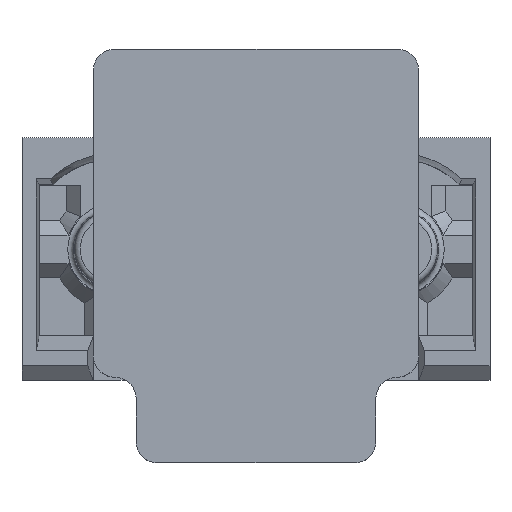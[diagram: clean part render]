
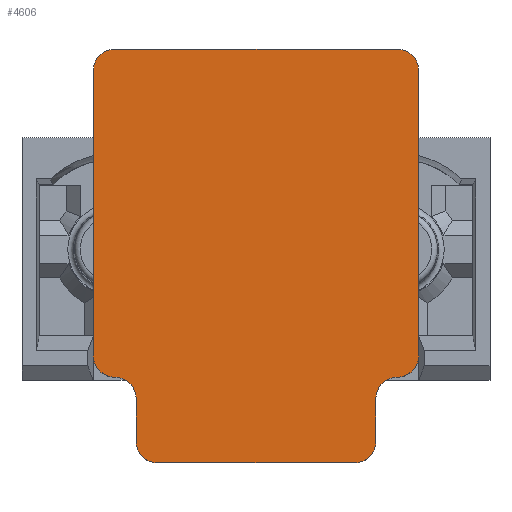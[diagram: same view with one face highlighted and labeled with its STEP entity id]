
A CAD part, top view. The second image highlights one B-rep face of the part: STEP entity #4606.
In plain terms, the highlighted planar face has unit normal (0, 0, 1).
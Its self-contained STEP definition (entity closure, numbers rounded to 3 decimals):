
#212=CIRCLE('',#4983,0.75);
#213=CIRCLE('',#4984,0.75);
#214=CIRCLE('',#4985,0.75);
#215=CIRCLE('',#4986,0.75);
#216=CIRCLE('',#4987,0.75);
#217=CIRCLE('',#4988,0.75);
#218=CIRCLE('',#4989,0.75);
#219=CIRCLE('',#4990,0.75);
#1394=ORIENTED_EDGE('',*,*,#2105,.F.);
#1395=ORIENTED_EDGE('',*,*,#2122,.T.);
#1396=ORIENTED_EDGE('',*,*,#2123,.T.);
#1397=ORIENTED_EDGE('',*,*,#2119,.F.);
#1398=ORIENTED_EDGE('',*,*,#2124,.T.);
#1399=ORIENTED_EDGE('',*,*,#2116,.F.);
#1400=ORIENTED_EDGE('',*,*,#2125,.T.);
#1401=ORIENTED_EDGE('',*,*,#2113,.F.);
#1402=ORIENTED_EDGE('',*,*,#2126,.T.);
#1403=ORIENTED_EDGE('',*,*,#2127,.T.);
#1404=ORIENTED_EDGE('',*,*,#2110,.F.);
#1405=ORIENTED_EDGE('',*,*,#2128,.T.);
#1406=ORIENTED_EDGE('',*,*,#2107,.F.);
#1407=ORIENTED_EDGE('',*,*,#2129,.T.);
#2105=EDGE_CURVE('',#2552,#2553,#3057,.T.);
#2107=EDGE_CURVE('',#2554,#2555,#3059,.T.);
#2110=EDGE_CURVE('',#2556,#2557,#3062,.T.);
#2113=EDGE_CURVE('',#2558,#2559,#3065,.T.);
#2116=EDGE_CURVE('',#2560,#2561,#3068,.T.);
#2119=EDGE_CURVE('',#2562,#2563,#3071,.T.);
#2122=EDGE_CURVE('',#2552,#2564,#212,.F.);
#2123=EDGE_CURVE('',#2564,#2563,#213,.T.);
#2124=EDGE_CURVE('',#2562,#2561,#214,.F.);
#2125=EDGE_CURVE('',#2560,#2559,#215,.F.);
#2126=EDGE_CURVE('',#2558,#2565,#216,.T.);
#2127=EDGE_CURVE('',#2565,#2557,#217,.F.);
#2128=EDGE_CURVE('',#2556,#2555,#218,.F.);
#2129=EDGE_CURVE('',#2554,#2553,#219,.F.);
#2552=VERTEX_POINT('',#7540);
#2553=VERTEX_POINT('',#7542);
#2554=VERTEX_POINT('',#7546);
#2555=VERTEX_POINT('',#7547);
#2556=VERTEX_POINT('',#7552);
#2557=VERTEX_POINT('',#7553);
#2558=VERTEX_POINT('',#7558);
#2559=VERTEX_POINT('',#7559);
#2560=VERTEX_POINT('',#7564);
#2561=VERTEX_POINT('',#7565);
#2562=VERTEX_POINT('',#7570);
#2563=VERTEX_POINT('',#7571);
#2564=VERTEX_POINT('',#7576);
#2565=VERTEX_POINT('',#7581);
#3057=LINE('',#7541,#3582);
#3059=LINE('',#7545,#3584);
#3062=LINE('',#7551,#3587);
#3065=LINE('',#7557,#3590);
#3068=LINE('',#7563,#3593);
#3071=LINE('',#7569,#3596);
#3582=VECTOR('',#6112,1000.);
#3584=VECTOR('',#6116,1000.);
#3587=VECTOR('',#6121,1000.);
#3590=VECTOR('',#6126,1000.);
#3593=VECTOR('',#6131,1000.);
#3596=VECTOR('',#6136,1000.);
#3880=EDGE_LOOP('',(#1394,#1395,#1396,#1397,#1398,#1399,#1400,#1401,#1402,
#1403,#1404,#1405,#1406,#1407));
#4156=FACE_BOUND('',#3880,.T.);
#4362=PLANE('',#4982);
#4606=ADVANCED_FACE('',(#4156),#4362,.F.);
#4982=AXIS2_PLACEMENT_3D('',#7574,#6139,#6140);
#4983=AXIS2_PLACEMENT_3D('',#7575,#6141,#6142);
#4984=AXIS2_PLACEMENT_3D('',#7577,#6143,#6144);
#4985=AXIS2_PLACEMENT_3D('',#7578,#6145,#6146);
#4986=AXIS2_PLACEMENT_3D('',#7579,#6147,#6148);
#4987=AXIS2_PLACEMENT_3D('',#7580,#6149,#6150);
#4988=AXIS2_PLACEMENT_3D('',#7582,#6151,#6152);
#4989=AXIS2_PLACEMENT_3D('',#7583,#6153,#6154);
#4990=AXIS2_PLACEMENT_3D('',#7584,#6155,#6156);
#6112=DIRECTION('',(0.,-1.,0.));
#6116=DIRECTION('',(-1.,0.,0.));
#6121=DIRECTION('',(0.,1.,0.));
#6126=DIRECTION('',(0.,1.,0.));
#6131=DIRECTION('',(1.,0.,0.));
#6136=DIRECTION('',(0.,-1.,0.));
#6139=DIRECTION('',(0.,0.,-1.));
#6140=DIRECTION('',(-1.,0.,0.));
#6141=DIRECTION('',(0.,0.,-1.));
#6142=DIRECTION('',(-1.,0.,0.));
#6143=DIRECTION('',(0.,0.,-1.));
#6144=DIRECTION('',(-1.,0.,0.));
#6145=DIRECTION('',(0.,0.,-1.));
#6146=DIRECTION('',(-1.,0.,0.));
#6147=DIRECTION('',(0.,0.,-1.));
#6148=DIRECTION('',(-1.,0.,0.));
#6149=DIRECTION('',(0.,0.,-1.));
#6150=DIRECTION('',(-1.,0.,0.));
#6151=DIRECTION('',(0.,0.,-1.));
#6152=DIRECTION('',(-1.,0.,0.));
#6153=DIRECTION('',(0.,0.,-1.));
#6154=DIRECTION('',(-1.,0.,0.));
#6155=DIRECTION('',(0.,0.,-1.));
#6156=DIRECTION('',(-1.,0.,0.));
#7540=CARTESIAN_POINT('',(5.7,5.,0.98));
#7541=CARTESIAN_POINT('',(5.7,5.75,0.98));
#7542=CARTESIAN_POINT('',(5.7,-5.,0.98));
#7545=CARTESIAN_POINT('',(5.7,-5.75,0.98));
#7546=CARTESIAN_POINT('',(4.95,-5.75,0.98));
#7547=CARTESIAN_POINT('',(-4.95,-5.75,0.98));
#7551=CARTESIAN_POINT('',(-5.7,-5.75,0.98));
#7552=CARTESIAN_POINT('',(-5.7,-5.,0.98));
#7553=CARTESIAN_POINT('',(-5.7,5.,0.98));
#7557=CARTESIAN_POINT('',(-4.2,8.75,0.98));
#7558=CARTESIAN_POINT('',(-4.2,6.5,0.98));
#7559=CARTESIAN_POINT('',(-4.2,8.,0.98));
#7563=CARTESIAN_POINT('',(4.2,8.75,0.98));
#7564=CARTESIAN_POINT('',(-3.45,8.75,0.98));
#7565=CARTESIAN_POINT('',(3.45,8.75,0.98));
#7569=CARTESIAN_POINT('',(4.2,5.75,0.98));
#7570=CARTESIAN_POINT('',(4.2,8.,0.98));
#7571=CARTESIAN_POINT('',(4.2,6.5,0.98));
#7574=CARTESIAN_POINT('',(0.,0.,0.98));
#7575=CARTESIAN_POINT('',(4.95,5.,0.98));
#7576=CARTESIAN_POINT('',(4.95,5.75,0.98));
#7577=CARTESIAN_POINT('',(4.95,6.5,0.98));
#7578=CARTESIAN_POINT('',(3.45,8.,0.98));
#7579=CARTESIAN_POINT('',(-3.45,8.,0.98));
#7580=CARTESIAN_POINT('',(-4.95,6.5,0.98));
#7581=CARTESIAN_POINT('',(-4.95,5.75,0.98));
#7582=CARTESIAN_POINT('',(-4.95,5.,0.98));
#7583=CARTESIAN_POINT('',(-4.95,-5.,0.98));
#7584=CARTESIAN_POINT('',(4.95,-5.,0.98));
